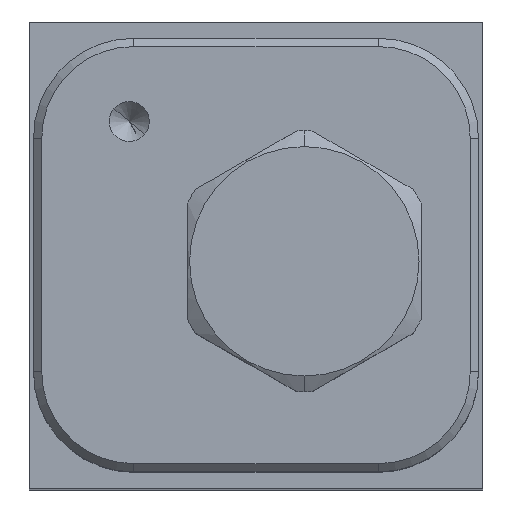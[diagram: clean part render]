
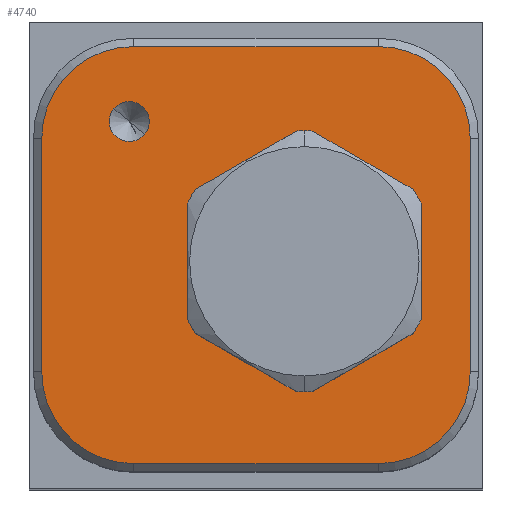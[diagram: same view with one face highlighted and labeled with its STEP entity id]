
A CAD part, top view. The second image highlights one B-rep face of the part: STEP entity #4740.
In plain terms, the highlighted planar face has unit normal (0, 0, 1).
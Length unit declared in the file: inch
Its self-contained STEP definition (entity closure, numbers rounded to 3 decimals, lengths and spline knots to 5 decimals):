
#2429=CARTESIAN_POINT('',(1.031,-0.9,3.375));
#2430=DIRECTION('',(0.,0.,-1.));
#2431=DIRECTION('',(-1.,0.,0.));
#2432=AXIS2_PLACEMENT_3D('',#2429,#2430,#2431);
#2434=CARTESIAN_POINT('',(1.031,-0.9,3.375));
#2435=DIRECTION('',(0.,0.,-1.));
#2436=DIRECTION('',(1.,0.,0.));
#2437=AXIS2_PLACEMENT_3D('',#2434,#2435,#2436);
#2439=CARTESIAN_POINT('',(0.375,-0.375,3.375));
#2440=DIRECTION('',(0.,0.,-1.));
#2441=DIRECTION('',(-0.766,0.643,0.));
#2442=AXIS2_PLACEMENT_3D('',#2439,#2440,#2441);
#2444=CARTESIAN_POINT('',(0.375,-0.375,3.375));
#2445=DIRECTION('',(0.,0.,-1.));
#2446=DIRECTION('',(0.766,-0.643,0.));
#2447=AXIS2_PLACEMENT_3D('',#2444,#2445,#2446);
#2449=CARTESIAN_POINT('',(1.309,-1.313,3.375));
#2450=DIRECTION('',(0.,0.,-1.));
#2451=DIRECTION('',(1.,0.,0.));
#2452=AXIS2_PLACEMENT_3D('',#2449,#2450,#2451);
#2463=DIRECTION('',(0.,-1.,0.));
#2464=VECTOR('',#2463,0.875);
#2465=CARTESIAN_POINT('',(1.653,-0.438,3.375));
#2466=LINE('',#2465,#2464);
#2475=CARTESIAN_POINT('',(1.309,-0.438,3.375));
#2476=DIRECTION('',(0.,0.,-1.));
#2477=DIRECTION('',(0.,1.,0.));
#2478=AXIS2_PLACEMENT_3D('',#2475,#2476,#2477);
#2489=DIRECTION('',(1.,0.,0.));
#2490=VECTOR('',#2489,0.918);
#2491=CARTESIAN_POINT('',(0.391,-0.094,3.375));
#2492=LINE('',#2491,#2490);
#2501=CARTESIAN_POINT('',(0.391,-0.438,3.375));
#2502=DIRECTION('',(0.,0.,-1.));
#2503=DIRECTION('',(-1.,0.,0.));
#2504=AXIS2_PLACEMENT_3D('',#2501,#2502,#2503);
#2515=DIRECTION('',(0.,1.,0.));
#2516=VECTOR('',#2515,0.875);
#2517=CARTESIAN_POINT('',(0.047,-1.313,3.375));
#2518=LINE('',#2517,#2516);
#2523=CARTESIAN_POINT('',(0.391,-1.313,3.375));
#2524=DIRECTION('',(0.,0.,-1.));
#2525=DIRECTION('',(0.,-1.,0.));
#2526=AXIS2_PLACEMENT_3D('',#2523,#2524,#2525);
#2541=DIRECTION('',(-1.,0.,0.));
#2542=VECTOR('',#2541,0.918);
#2543=CARTESIAN_POINT('',(1.309,-1.657,3.375));
#2544=LINE('',#2543,#2542);
#3122=CARTESIAN_POINT('',(0.047,-1.313,3.375));
#3123=CARTESIAN_POINT('',(0.047,-0.438,3.375));
#3124=VERTEX_POINT('',#3122);
#3125=VERTEX_POINT('',#3123);
#3130=CARTESIAN_POINT('',(0.391,-0.094,3.375));
#3131=VERTEX_POINT('',#3130);
#3134=CARTESIAN_POINT('',(1.309,-0.094,3.375));
#3135=VERTEX_POINT('',#3134);
#3138=CARTESIAN_POINT('',(1.653,-0.438,3.375));
#3139=VERTEX_POINT('',#3138);
#3142=CARTESIAN_POINT('',(1.653,-1.313,3.375));
#3143=VERTEX_POINT('',#3142);
#3146=CARTESIAN_POINT('',(1.309,-1.657,3.375));
#3147=VERTEX_POINT('',#3146);
#3150=CARTESIAN_POINT('',(0.391,-1.657,3.375));
#3151=VERTEX_POINT('',#3150);
#3194=CARTESIAN_POINT('',(0.6005,-0.9,3.375));
#3195=CARTESIAN_POINT('',(1.4615,-0.9,3.375));
#3196=VERTEX_POINT('',#3194);
#3197=VERTEX_POINT('',#3195);
#3229=CARTESIAN_POINT('',(0.31755,-0.32679,3.375));
#3230=CARTESIAN_POINT('',(0.43245,-0.42321,3.375));
#3231=VERTEX_POINT('',#3229);
#3232=VERTEX_POINT('',#3230);
#4706=CARTESIAN_POINT('',(0.,0.,3.375));
#4707=DIRECTION('',(0.,0.,1.));
#4708=DIRECTION('',(1.,0.,0.));
#4709=AXIS2_PLACEMENT_3D('',#4706,#4707,#4708);
#4710=PLANE('',#4709);
#4712=ORIENTED_EDGE('',*,*,#4711,.T.);
#4714=ORIENTED_EDGE('',*,*,#4713,.T.);
#4716=ORIENTED_EDGE('',*,*,#4715,.T.);
#4718=ORIENTED_EDGE('',*,*,#4717,.T.);
#4720=ORIENTED_EDGE('',*,*,#4719,.T.);
#4722=ORIENTED_EDGE('',*,*,#4721,.T.);
#4724=ORIENTED_EDGE('',*,*,#4723,.T.);
#4726=ORIENTED_EDGE('',*,*,#4725,.T.);
#4727=EDGE_LOOP('',(#4712,#4714,#4716,#4718,#4720,#4722,#4724,#4726));
#4728=FACE_OUTER_BOUND('',#4727,.F.);
#4730=ORIENTED_EDGE('',*,*,#4729,.F.);
#4731=ORIENTED_EDGE('',*,*,#4696,.F.);
#4732=EDGE_LOOP('',(#4730,#4731));
#4733=FACE_BOUND('',#4732,.F.);
#4735=ORIENTED_EDGE('',*,*,#4734,.F.);
#4737=ORIENTED_EDGE('',*,*,#4736,.F.);
#4738=EDGE_LOOP('',(#4735,#4737));
#4739=FACE_BOUND('',#4738,.F.);
#4740=ADVANCED_FACE('',(#4728,#4733,#4739),#4710,.T.);
#2433=CIRCLE('',#2432,0.4305);
#2438=CIRCLE('',#2437,0.4305);
#2443=CIRCLE('',#2442,0.075);
#2448=CIRCLE('',#2447,0.075);
#2453=CIRCLE('',#2452,0.344);
#2479=CIRCLE('',#2478,0.344);
#2505=CIRCLE('',#2504,0.344);
#2527=CIRCLE('',#2526,0.344);
#4696=EDGE_CURVE('',#3197,#3196,#2438,.T.);
#4711=EDGE_CURVE('',#3143,#3147,#2453,.T.);
#4713=EDGE_CURVE('',#3147,#3151,#2544,.T.);
#4715=EDGE_CURVE('',#3151,#3124,#2527,.T.);
#4717=EDGE_CURVE('',#3124,#3125,#2518,.T.);
#4719=EDGE_CURVE('',#3125,#3131,#2505,.T.);
#4721=EDGE_CURVE('',#3131,#3135,#2492,.T.);
#4723=EDGE_CURVE('',#3135,#3139,#2479,.T.);
#4725=EDGE_CURVE('',#3139,#3143,#2466,.T.);
#4729=EDGE_CURVE('',#3196,#3197,#2433,.T.);
#4734=EDGE_CURVE('',#3231,#3232,#2443,.T.);
#4736=EDGE_CURVE('',#3232,#3231,#2448,.T.);
